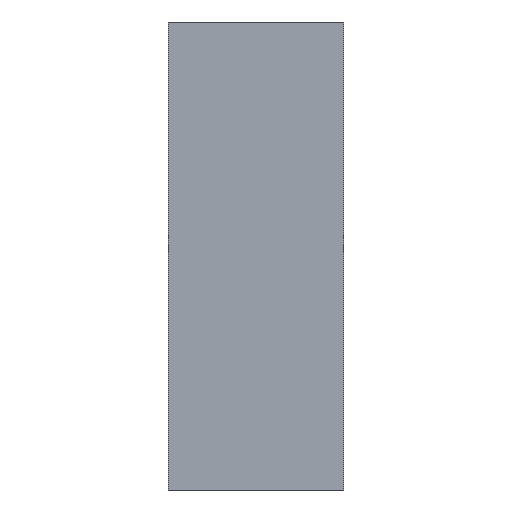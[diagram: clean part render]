
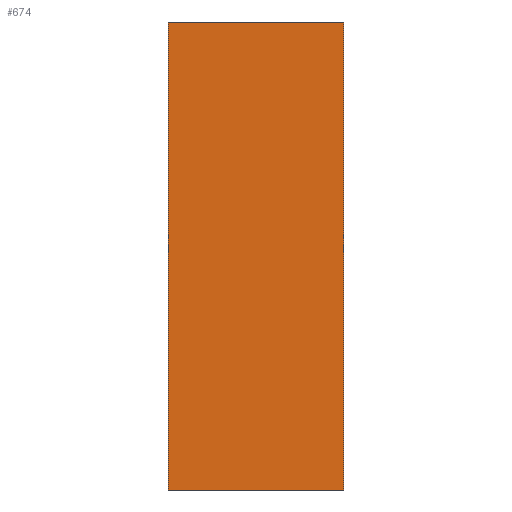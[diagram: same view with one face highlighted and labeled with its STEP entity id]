
A CAD part, left-side view. The second image highlights one B-rep face of the part: STEP entity #674.
In plain terms, the highlighted planar face has unit normal (-1, 0, 0).
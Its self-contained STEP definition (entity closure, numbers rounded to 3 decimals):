
#41=FACE_OUTER_BOUND('',#79,.T.);
#79=EDGE_LOOP('',(#506,#507,#508,#509));
#134=LINE('',#984,#218);
#146=LINE('',#1006,#230);
#151=LINE('',#1016,#235);
#152=LINE('',#1018,#236);
#218=VECTOR('',#811,0.8);
#230=VECTOR('',#829,0.3);
#235=VECTOR('',#838,0.8);
#236=VECTOR('',#841,0.3);
#290=VERTEX_POINT('',#982);
#291=VERTEX_POINT('',#983);
#298=VERTEX_POINT('',#1004);
#301=VERTEX_POINT('',#1014);
#358=EDGE_CURVE('',#290,#291,#134,.T.);
#370=EDGE_CURVE('',#298,#291,#146,.T.);
#375=EDGE_CURVE('',#301,#298,#151,.T.);
#376=EDGE_CURVE('',#290,#301,#152,.T.);
#506=ORIENTED_EDGE('',*,*,#375,.F.);
#507=ORIENTED_EDGE('',*,*,#376,.F.);
#508=ORIENTED_EDGE('',*,*,#358,.T.);
#509=ORIENTED_EDGE('',*,*,#370,.F.);
#593=PLANE('',#718);
#674=ADVANCED_FACE('',(#41),#593,.T.);
#718=AXIS2_PLACEMENT_3D('',#1017,#839,#840);
#811=DIRECTION('',(0.,0.,1.));
#829=DIRECTION('',(0.,-1.,0.));
#838=DIRECTION('',(0.,0.,1.));
#839=DIRECTION('center_axis',(-1.,0.,0.));
#840=DIRECTION('ref_axis',(0.,1.,0.));
#841=DIRECTION('',(0.,1.,0.));
#982=CARTESIAN_POINT('',(-0.014,-0.014,-0.014));
#983=CARTESIAN_POINT('',(-0.014,-0.014,0.786));
#984=CARTESIAN_POINT('',(-0.014,-0.014,0.772));
#1004=CARTESIAN_POINT('',(-0.014,0.286,0.786));
#1006=CARTESIAN_POINT('',(-0.014,0.286,0.786));
#1014=CARTESIAN_POINT('',(-0.014,0.286,-0.014));
#1016=CARTESIAN_POINT('',(-0.014,0.286,0.772));
#1017=CARTESIAN_POINT('Origin',(-0.014,0.272,0.772));
#1018=CARTESIAN_POINT('',(-0.014,0.,-0.014));
